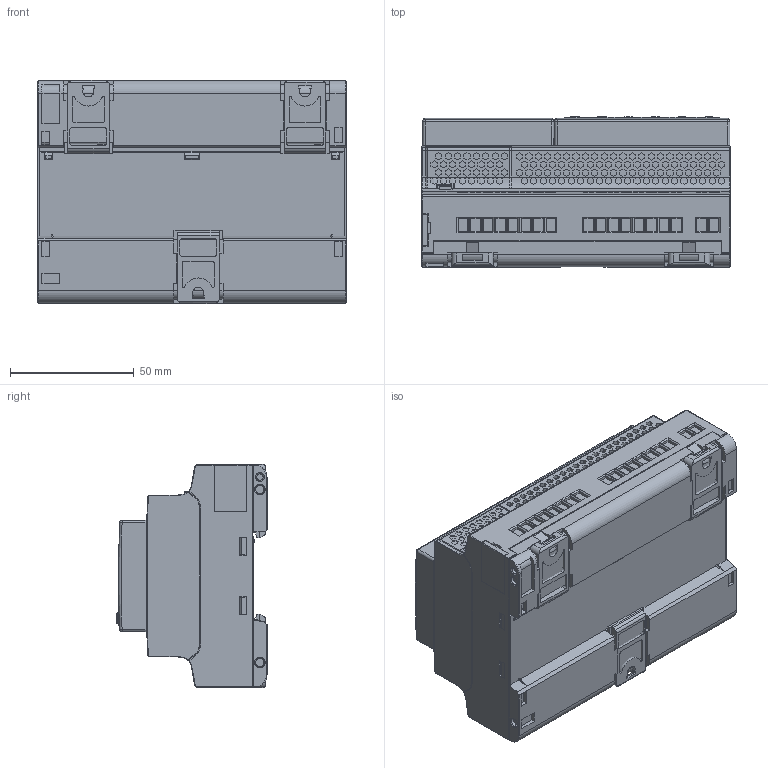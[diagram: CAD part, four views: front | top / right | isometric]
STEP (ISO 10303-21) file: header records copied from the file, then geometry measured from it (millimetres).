
FILE_DESCRIPTION((''),'2;1');
FILE_NAME('B26_GLOSSY','2014-02-18T',('LPADBY2'),('CROUZET-AUTOMATISMES'),'PRO/ENGINEER BY PARAMETRIC TECHNOLOGY CORPORATION, 2010280','PRO/ENGINEER BY PARAMETRIC TECHNOLOGY CORPORATION, 2010280','');
FILE_SCHEMA(('CONFIG_CONTROL_DESIGN'));
Products named in the file (1): B26_GLOSSY
Bounding box: 124.6 x 60.69 x 90.2 mm (x, y, z)
Surface area: 77462.5 mm2 (no closed solid volume)
Topology: 0 solids, 75 shells, 2722 faces, 8308 edges, 5657 vertices
Faces by surface type: plane 2231, cylinder 372, torus 52, bspline 47, cone 10, sphere 10
Entity records: 95176 total; most frequent: CARTESIAN_POINT 24097, ORIENTED_EDGE 13979, DIRECTION 13386, EDGE_CURVE 8308, VECTOR 6388, LINE 6388, VERTEX_POINT 5657, AXIS2_PLACEMENT_3D 3499
